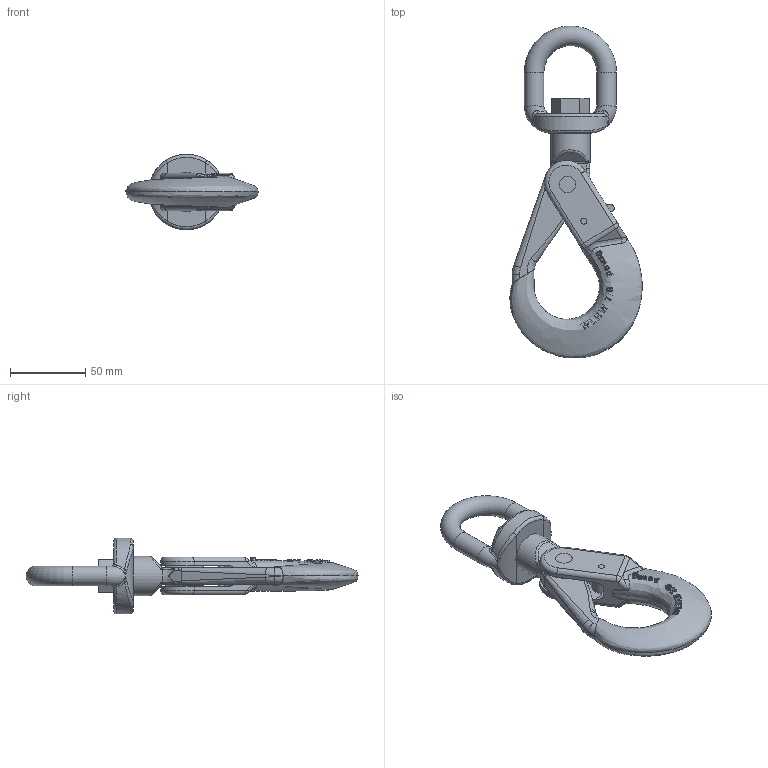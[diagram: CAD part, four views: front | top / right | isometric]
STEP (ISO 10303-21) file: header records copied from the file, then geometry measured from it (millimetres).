
FILE_DESCRIPTION(/* description */ (''),/* implementation_level */ '2;1');
FILE_NAME(/* name */ 'pewag_WLHW_WLHBW 7_8',/* time_stamp */ '2010-01-21T08:04:20+01:00',/* author */ (''),/* organization */ (''),/* preprocessor_version */ 'ST-DEVELOPER v9',/* originating_system */ 'UGS - NX 4.0',/* authorisation */ '');
FILE_SCHEMA (('AUTOMOTIVE_DESIGN { 1 0 10303 214 1 1 1 1 }'));
Length unit declared in the file: millimetre
Products named in the file (1): rit51A7l1aj
Bounding box: 87.58 x 219.89 x 49.95 mm (x, y, z)
Volume: 147192.6 mm3; surface area: 44040.2 mm2
Topology: 8 solids, 8 shells, 408 faces, 1041 edges, 651 vertices
Faces by surface type: plane 137, extrusion 97, bspline 90, cylinder 52, torus 26, sphere 6
Full cylindrical faces by diameter (mm): 4 x4, 11 x4, 13 x6, 25 x2, 26 x1
Entity records: 27050 total; most frequent: CARTESIAN_POINT 18577, ORIENTED_EDGE 1994, DIRECTION 1197, EDGE_CURVE 997, VERTEX_POINT 645, B_SPLINE_CURVE_WITH_KNOTS 600, EDGE_LOOP 468, ADVANCED_FACE 408
